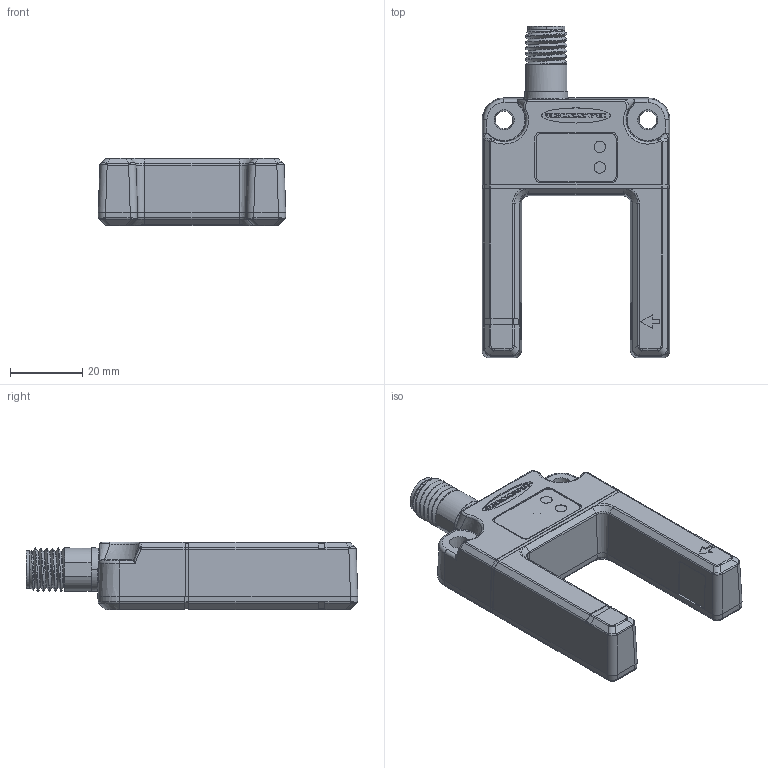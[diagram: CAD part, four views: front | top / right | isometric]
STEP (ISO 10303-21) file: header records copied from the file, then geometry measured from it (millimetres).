
FILE_DESCRIPTION((''),'2;1');
FILE_NAME('188677_ASM','2015-10-21T',('pdmadmin'),(''),'PRO/ENGINEER BY PARAMETRIC TECHNOLOGY CORPORATION, 2013230','PRO/ENGINEER BY PARAMETRIC TECHNOLOGY CORPORATION, 2013230','');
FILE_SCHEMA(('CONFIG_CONTROL_DESIGN'));
Length unit declared in the file: inch
Products named in the file (7): 59336; 55387; 55252; 62333_AF0; 41089_AF0; 55389; 188677_ASM
Assembly tree (7 placements, depth 2):
  188677_ASM
    59336
    55387  x2
    55252
    62333_AF0
    41089_AF0
    55389
Bounding box: 52.07 x 92.04 x 18.8 mm (x, y, z)
Volume: 21778.2 mm3; surface area: 24915.7 mm2
Topology: 7 solids, 8 shells, 1211 faces, 3091 edges, 1936 vertices
Faces by surface type: plane 497, cylinder 282, bspline 134, extrusion 123, cone 91, sphere 42, torus 42
Entity records: 46597 total; most frequent: CARTESIAN_POINT 18764, ORIENTED_EDGE 6130, DIRECTION 5107, EDGE_CURVE 3067, VERTEX_POINT 1920, VECTOR 1787, LINE 1664, AXIS2_PLACEMENT_3D 1660
